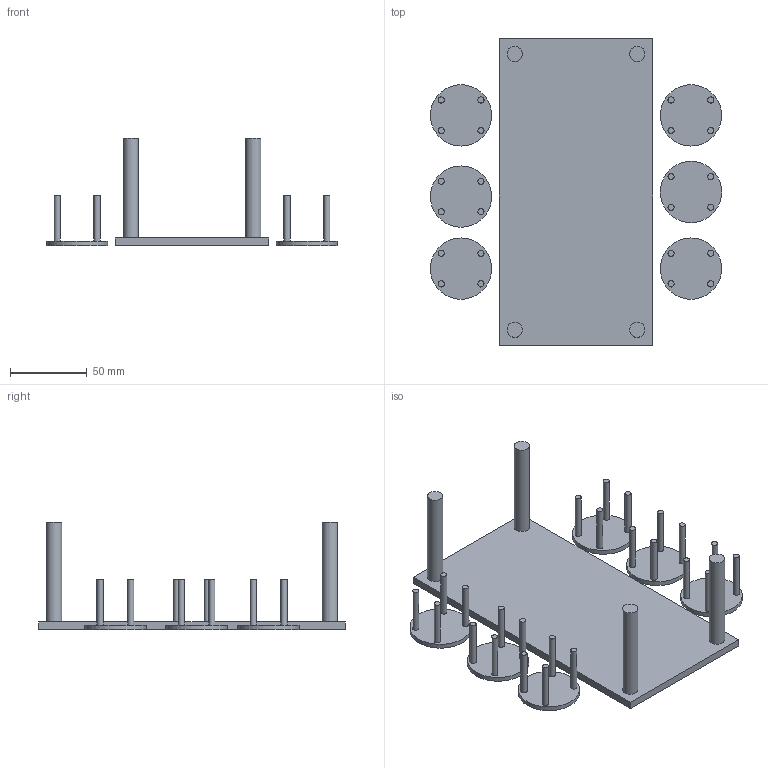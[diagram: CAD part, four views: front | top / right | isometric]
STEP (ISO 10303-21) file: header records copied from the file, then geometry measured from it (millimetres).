
FILE_DESCRIPTION(('HOOPS Exchange Step'),'2;1');
FILE_NAME('temp_export','2023-03-25T11:47:55-04:00',('st-home'),('Shapr3D Limited'),'HOOPS Exchange 2022.2','Shapr3D','Authorized');
FILE_SCHEMA( ('AUTOMOTIVE_DESIGN { 1 0 10303 214 1 1 1 1 }') );
Length unit declared in the file: millimetre
Products named in the file (1): root
Bounding box: 190 x 200 x 70 mm (x, y, z)
Volume: 168675.2 mm3; surface area: 90626.5 mm2
Topology: 11 solids, 11 shells, 100 faces, 222 edges, 176 vertices
Faces by surface type: plane 58, cylinder 42
Full cylindrical faces by diameter (mm): 4 x28, 10 x4, 40 x10
Entity records: 3000 total; most frequent: DIRECTION 592, CARTESIAN_POINT 499, ORIENTED_EDGE 444, AXIS2_PLACEMENT_3D 269, EDGE_CURVE 222, VERTEX_POINT 176, CIRCLE 168, EDGE_LOOP 132
